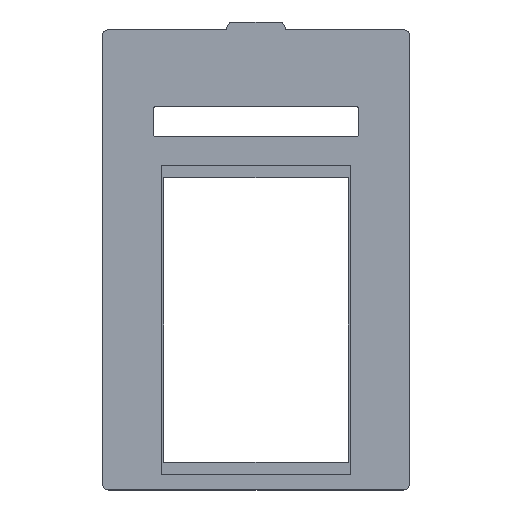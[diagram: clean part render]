
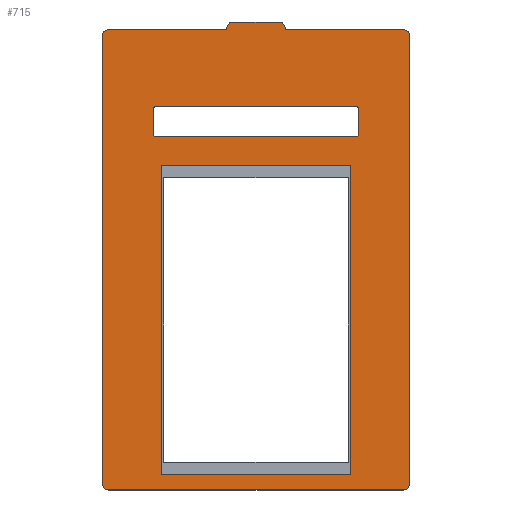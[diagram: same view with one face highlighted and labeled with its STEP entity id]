
A CAD part, top view. The second image highlights one B-rep face of the part: STEP entity #715.
In plain terms, the highlighted planar face has unit normal (0, 0, 1).
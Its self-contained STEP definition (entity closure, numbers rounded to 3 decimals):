
#29=FACE_BOUND('',#88,.T.);
#30=FACE_BOUND('',#89,.T.);
#47=FACE_OUTER_BOUND('',#87,.T.);
#87=EDGE_LOOP('',(#543,#544,#545,#546,#547,#548,#549,#550,#551,#552,#553,
#554,#555,#556));
#88=EDGE_LOOP('',(#557,#558,#559,#560));
#89=EDGE_LOOP('',(#561,#562,#563,#564,#565,#566,#567,#568));
#120=LINE('',#1030,#202);
#135=LINE('',#1077,#217);
#140=LINE('',#1088,#222);
#143=LINE('',#1096,#225);
#146=LINE('',#1104,#228);
#148=LINE('',#1110,#230);
#151=LINE('',#1119,#233);
#153=LINE('',#1123,#235);
#154=LINE('',#1126,#236);
#155=LINE('',#1130,#237);
#156=LINE('',#1133,#238);
#157=LINE('',#1137,#239);
#158=LINE('',#1141,#240);
#159=LINE('',#1143,#241);
#160=LINE('',#1145,#242);
#161=LINE('',#1146,#243);
#202=VECTOR('',#827,10.);
#217=VECTOR('',#862,10.);
#222=VECTOR('',#873,10.);
#225=VECTOR('',#882,10.);
#228=VECTOR('',#891,10.);
#230=VECTOR('',#899,10.);
#233=VECTOR('',#908,10.);
#235=VECTOR('',#912,10.);
#236=VECTOR('',#915,10.);
#237=VECTOR('',#918,10.);
#238=VECTOR('',#921,10.);
#239=VECTOR('',#924,10.);
#240=VECTOR('',#927,10.);
#241=VECTOR('',#928,10.);
#242=VECTOR('',#929,10.);
#243=VECTOR('',#930,10.);
#289=CIRCLE('',#769,1.);
#290=CIRCLE('',#772,1.);
#291=CIRCLE('',#775,1.);
#292=CIRCLE('',#778,1.);
#293=CIRCLE('',#781,2.);
#294=CIRCLE('',#784,2.);
#295=CIRCLE('',#785,2.);
#296=CIRCLE('',#786,2.);
#297=CIRCLE('',#787,2.);
#298=CIRCLE('',#788,2.);
#305=VERTEX_POINT('',#1027);
#306=VERTEX_POINT('',#1029);
#327=VERTEX_POINT('',#1074);
#328=VERTEX_POINT('',#1076);
#329=VERTEX_POINT('',#1080);
#330=VERTEX_POINT('',#1082);
#331=VERTEX_POINT('',#1086);
#332=VERTEX_POINT('',#1090);
#333=VERTEX_POINT('',#1094);
#334=VERTEX_POINT('',#1098);
#335=VERTEX_POINT('',#1102);
#336=VERTEX_POINT('',#1106);
#337=VERTEX_POINT('',#1112);
#338=VERTEX_POINT('',#1113);
#339=VERTEX_POINT('',#1118);
#340=VERTEX_POINT('',#1122);
#341=VERTEX_POINT('',#1124);
#342=VERTEX_POINT('',#1127);
#343=VERTEX_POINT('',#1129);
#344=VERTEX_POINT('',#1132);
#345=VERTEX_POINT('',#1134);
#346=VERTEX_POINT('',#1136);
#347=VERTEX_POINT('',#1139);
#348=VERTEX_POINT('',#1140);
#349=VERTEX_POINT('',#1142);
#350=VERTEX_POINT('',#1144);
#374=EDGE_CURVE('',#306,#305,#120,.T.);
#397=EDGE_CURVE('',#328,#327,#135,.T.);
#400=EDGE_CURVE('',#329,#330,#289,.T.);
#403=EDGE_CURVE('',#329,#331,#140,.T.);
#405=EDGE_CURVE('',#332,#331,#290,.T.);
#407=EDGE_CURVE('',#332,#333,#143,.T.);
#409=EDGE_CURVE('',#334,#333,#291,.T.);
#411=EDGE_CURVE('',#334,#335,#146,.T.);
#413=EDGE_CURVE('',#336,#335,#292,.T.);
#414=EDGE_CURVE('',#336,#330,#148,.T.);
#415=EDGE_CURVE('',#337,#338,#293,.T.);
#418=EDGE_CURVE('',#339,#338,#151,.T.);
#420=EDGE_CURVE('',#337,#340,#153,.T.);
#421=EDGE_CURVE('',#341,#340,#294,.T.);
#422=EDGE_CURVE('',#341,#328,#154,.T.);
#423=EDGE_CURVE('',#342,#327,#295,.T.);
#424=EDGE_CURVE('',#342,#343,#155,.T.);
#425=EDGE_CURVE('',#306,#343,#296,.T.);
#426=EDGE_CURVE('',#305,#344,#156,.T.);
#427=EDGE_CURVE('',#345,#344,#297,.T.);
#428=EDGE_CURVE('',#345,#346,#157,.T.);
#429=EDGE_CURVE('',#339,#346,#298,.T.);
#430=EDGE_CURVE('',#347,#348,#158,.T.);
#431=EDGE_CURVE('',#348,#349,#159,.T.);
#432=EDGE_CURVE('',#349,#350,#160,.T.);
#433=EDGE_CURVE('',#350,#347,#161,.T.);
#543=ORIENTED_EDGE('',*,*,#415,.F.);
#544=ORIENTED_EDGE('',*,*,#420,.T.);
#545=ORIENTED_EDGE('',*,*,#421,.F.);
#546=ORIENTED_EDGE('',*,*,#422,.T.);
#547=ORIENTED_EDGE('',*,*,#397,.T.);
#548=ORIENTED_EDGE('',*,*,#423,.F.);
#549=ORIENTED_EDGE('',*,*,#424,.T.);
#550=ORIENTED_EDGE('',*,*,#425,.F.);
#551=ORIENTED_EDGE('',*,*,#374,.T.);
#552=ORIENTED_EDGE('',*,*,#426,.T.);
#553=ORIENTED_EDGE('',*,*,#427,.F.);
#554=ORIENTED_EDGE('',*,*,#428,.T.);
#555=ORIENTED_EDGE('',*,*,#429,.F.);
#556=ORIENTED_EDGE('',*,*,#418,.T.);
#557=ORIENTED_EDGE('',*,*,#430,.T.);
#558=ORIENTED_EDGE('',*,*,#431,.T.);
#559=ORIENTED_EDGE('',*,*,#432,.T.);
#560=ORIENTED_EDGE('',*,*,#433,.T.);
#561=ORIENTED_EDGE('',*,*,#403,.T.);
#562=ORIENTED_EDGE('',*,*,#405,.F.);
#563=ORIENTED_EDGE('',*,*,#407,.T.);
#564=ORIENTED_EDGE('',*,*,#409,.F.);
#565=ORIENTED_EDGE('',*,*,#411,.T.);
#566=ORIENTED_EDGE('',*,*,#413,.F.);
#567=ORIENTED_EDGE('',*,*,#414,.T.);
#568=ORIENTED_EDGE('',*,*,#400,.F.);
#682=PLANE('',#783);
#715=ADVANCED_FACE('',(#47,#29,#30),#682,.T.);
#769=AXIS2_PLACEMENT_3D('',#1083,#867,#868);
#772=AXIS2_PLACEMENT_3D('',#1092,#877,#878);
#775=AXIS2_PLACEMENT_3D('',#1100,#886,#887);
#778=AXIS2_PLACEMENT_3D('',#1108,#895,#896);
#781=AXIS2_PLACEMENT_3D('',#1114,#902,#903);
#783=AXIS2_PLACEMENT_3D('',#1121,#910,#911);
#784=AXIS2_PLACEMENT_3D('',#1125,#913,#914);
#785=AXIS2_PLACEMENT_3D('',#1128,#916,#917);
#786=AXIS2_PLACEMENT_3D('',#1131,#919,#920);
#787=AXIS2_PLACEMENT_3D('',#1135,#922,#923);
#788=AXIS2_PLACEMENT_3D('',#1138,#925,#926);
#827=DIRECTION('',(0.,-1.,0.));
#862=DIRECTION('',(0.,1.,0.));
#867=DIRECTION('center_axis',(0.,0.,1.));
#868=DIRECTION('ref_axis',(-0.707,-0.707,0.));
#873=DIRECTION('',(0.,1.,0.));
#877=DIRECTION('center_axis',(0.,0.,1.));
#878=DIRECTION('ref_axis',(-0.707,0.707,0.));
#882=DIRECTION('',(1.,0.,0.));
#886=DIRECTION('center_axis',(0.,0.,1.));
#887=DIRECTION('ref_axis',(0.707,0.707,0.));
#891=DIRECTION('',(0.,-1.,0.));
#895=DIRECTION('center_axis',(0.,0.,1.));
#896=DIRECTION('ref_axis',(0.707,-0.707,0.));
#899=DIRECTION('',(-1.,0.,0.));
#902=DIRECTION('center_axis',(0.,0.,-1.));
#903=DIRECTION('ref_axis',(0.707,-0.707,0.));
#908=DIRECTION('',(1.,0.,0.));
#910=DIRECTION('center_axis',(0.,0.,1.));
#911=DIRECTION('ref_axis',(1.,0.,0.));
#912=DIRECTION('',(0.,1.,0.));
#913=DIRECTION('center_axis',(0.,0.,-1.));
#914=DIRECTION('ref_axis',(0.707,0.707,0.));
#915=DIRECTION('',(-1.,0.,0.));
#916=DIRECTION('center_axis',(0.,0.,-1.));
#917=DIRECTION('ref_axis',(0.707,0.707,0.));
#918=DIRECTION('',(-1.,0.,0.));
#919=DIRECTION('center_axis',(0.,0.,-1.));
#920=DIRECTION('ref_axis',(-0.707,0.707,0.));
#921=DIRECTION('',(-1.,0.,0.));
#922=DIRECTION('center_axis',(0.,0.,-1.));
#923=DIRECTION('ref_axis',(-0.707,0.707,0.));
#924=DIRECTION('',(0.,-1.,0.));
#925=DIRECTION('center_axis',(0.,0.,-1.));
#926=DIRECTION('ref_axis',(-0.707,-0.707,0.));
#927=DIRECTION('',(0.,1.,0.));
#928=DIRECTION('',(1.,0.,0.));
#929=DIRECTION('',(0.,-1.,0.));
#930=DIRECTION('',(-1.,0.,0.));
#1027=CARTESIAN_POINT('',(-9.5,75.,3.4));
#1029=CARTESIAN_POINT('',(-9.5,75.5,3.4));
#1030=CARTESIAN_POINT('',(-9.5,77.5,3.4));
#1074=CARTESIAN_POINT('',(9.5,75.5,3.4));
#1076=CARTESIAN_POINT('',(9.5,75.,3.4));
#1077=CARTESIAN_POINT('',(9.5,75.,3.4));
#1080=CARTESIAN_POINT('',(-33.5,41.1,3.4));
#1082=CARTESIAN_POINT('',(-32.5,40.1,3.4));
#1083=CARTESIAN_POINT('Origin',(-32.5,41.1,3.4));
#1086=CARTESIAN_POINT('',(-33.5,49.,3.4));
#1088=CARTESIAN_POINT('',(-33.5,50.,3.4));
#1090=CARTESIAN_POINT('',(-32.5,50.,3.4));
#1092=CARTESIAN_POINT('Origin',(-32.5,49.,3.4));
#1094=CARTESIAN_POINT('',(32.5,50.,3.4));
#1096=CARTESIAN_POINT('',(-33.5,50.,3.4));
#1098=CARTESIAN_POINT('',(33.5,49.,3.4));
#1100=CARTESIAN_POINT('Origin',(32.5,49.,3.4));
#1102=CARTESIAN_POINT('',(33.5,41.1,3.4));
#1104=CARTESIAN_POINT('',(33.5,50.,3.4));
#1106=CARTESIAN_POINT('',(32.5,40.1,3.4));
#1108=CARTESIAN_POINT('Origin',(32.5,41.1,3.4));
#1110=CARTESIAN_POINT('',(-33.5,40.1,3.4));
#1112=CARTESIAN_POINT('',(50.,-73.,3.4));
#1113=CARTESIAN_POINT('',(48.,-75.,3.4));
#1114=CARTESIAN_POINT('Origin',(48.,-73.,3.4));
#1118=CARTESIAN_POINT('',(-48.,-75.,3.4));
#1119=CARTESIAN_POINT('',(50.,-75.,3.4));
#1121=CARTESIAN_POINT('Origin',(0.,1.25,3.4));
#1122=CARTESIAN_POINT('',(50.,73.,3.4));
#1123=CARTESIAN_POINT('',(50.,75.,3.4));
#1124=CARTESIAN_POINT('',(48.,75.,3.4));
#1125=CARTESIAN_POINT('Origin',(48.,73.,3.4));
#1126=CARTESIAN_POINT('',(-50.,75.,3.4));
#1127=CARTESIAN_POINT('',(7.5,77.5,3.4));
#1128=CARTESIAN_POINT('Origin',(7.5,75.5,3.4));
#1129=CARTESIAN_POINT('',(-7.5,77.5,3.4));
#1130=CARTESIAN_POINT('',(9.5,77.5,3.4));
#1131=CARTESIAN_POINT('Origin',(-7.5,75.5,3.4));
#1132=CARTESIAN_POINT('',(-48.,75.,3.4));
#1133=CARTESIAN_POINT('',(-50.,75.,3.4));
#1134=CARTESIAN_POINT('',(-50.,73.,3.4));
#1135=CARTESIAN_POINT('Origin',(-48.,73.,3.4));
#1136=CARTESIAN_POINT('',(-50.,-73.,3.4));
#1137=CARTESIAN_POINT('',(-50.,-75.,3.4));
#1138=CARTESIAN_POINT('Origin',(-48.,-73.,3.4));
#1139=CARTESIAN_POINT('',(-30.95,-70.,3.4));
#1140=CARTESIAN_POINT('',(-30.95,30.8,3.4));
#1141=CARTESIAN_POINT('',(-30.95,30.8,3.4));
#1142=CARTESIAN_POINT('',(30.95,30.8,3.4));
#1143=CARTESIAN_POINT('',(-50.,30.8,3.4));
#1144=CARTESIAN_POINT('',(30.95,-70.,3.4));
#1145=CARTESIAN_POINT('',(30.95,30.8,3.4));
#1146=CARTESIAN_POINT('',(-50.,-70.,3.4));
